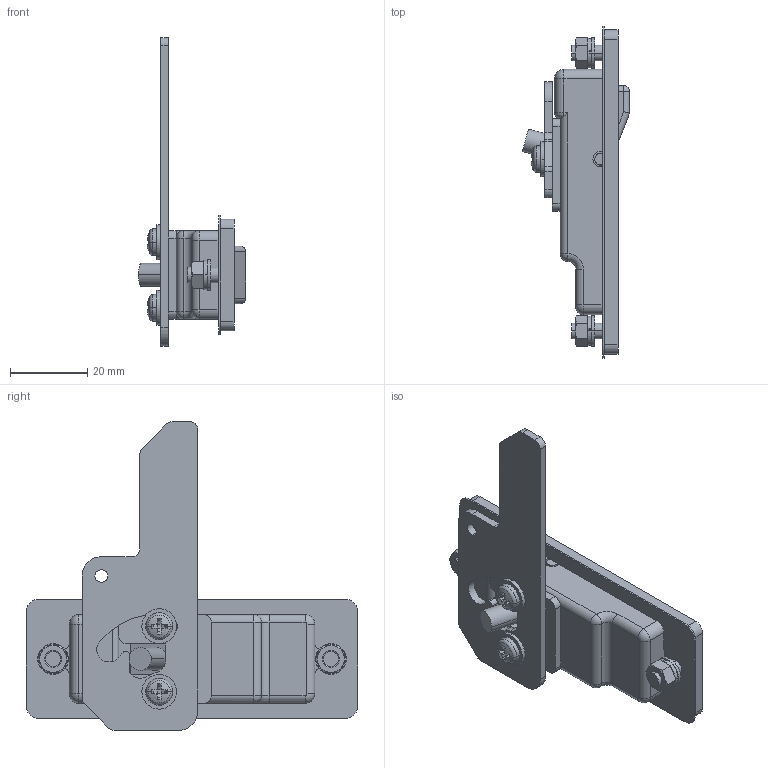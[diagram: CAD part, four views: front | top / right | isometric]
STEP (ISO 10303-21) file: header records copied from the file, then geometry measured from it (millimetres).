
FILE_DESCRIPTION (( 'STEP AP203' ), '1' );
FILE_NAME ('A-1700-3-1.STEP', '2020-02-21T06:22:38', ( '' ), ( '' ), 'SwSTEP 2.0', 'SolidWorks 2018', '' );
FILE_SCHEMA (( 'CONFIG_CONTROL_DESIGN' ));
Length unit declared in the file: millimetre
Products named in the file (11): A-1700-3_取付ナット_; A-1700-3_ハンドル__A-1700-3-1; A-1700-3_パッキン_; 十字穴付小ねじ_内径基準ver1.02_M4×5十字穴付なべ小ねじ(SUS); A-1700-3_本体_; ばね座金ver1.0_M4ばね座金(SUS); 平ワッシャーISO(新JIS)ver1.02_M4平ワッシャー(SUS)小形; 榋妏僫僢僩ver1.02_M4僫僢僩(SUS)1庬_屇傃宎婎弨; A-1700-3_止金_; A-1700-3-1; A-1700-3_スペーサー_
Assembly tree (13 placements, depth 3):
  A-1700-3-1
    A-1700-3_本体_
    A-1700-3_ハンドル__A-1700-3-1
    A-1700-3_止金_
    十字穴付小ねじ_内径基準ver1.02_M4×5十字穴付なべ小ねじ(SUS)  x2
    A-1700-3_パッキン_
    A-1700-3_取付ナット_  x2
      榋妏僫僢僩ver1.02_M4僫僢僩(SUS)1庬_屇傃宎婎弨
      平ワッシャーISO(新JIS)ver1.02_M4平ワッシャー(SUS)小形
      ばね座金ver1.0_M4ばね座金(SUS)
    A-1700-3_スペーサー_  x2
Bounding box: 27.78 x 86 x 80 mm (x, y, z)
Volume: 20595.9 mm3; surface area: 21735.7 mm2
Topology: 15 solids, 15 shells, 426 faces, 1044 edges, 642 vertices
Faces by surface type: cylinder 183, plane 175, cone 28, torus 20, sphere 18, bspline 2
Entity records: 11669 total; most frequent: CARTESIAN_POINT 2031, DIRECTION 1874, ORIENTED_EDGE 1696, EDGE_CURVE 848, AXIS2_PLACEMENT_3D 711, VERTEX_POINT 526, VECTOR 452, LINE 452
